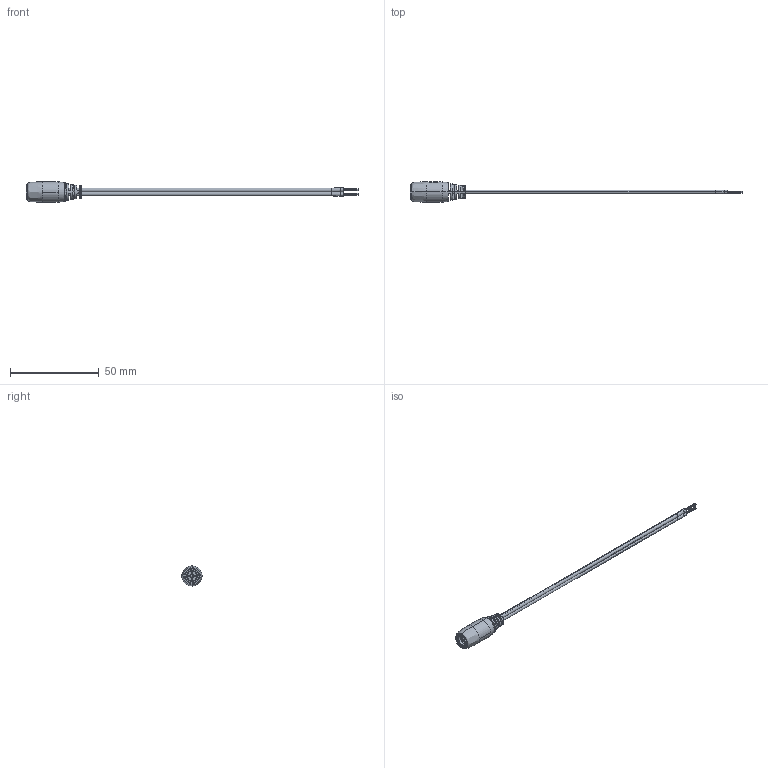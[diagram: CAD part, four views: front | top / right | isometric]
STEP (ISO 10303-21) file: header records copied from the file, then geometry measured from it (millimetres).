
FILE_DESCRIPTION (( 'STEP AP203' ), '1' );
FILE_NAME ('10-02325_revA.STEP', '2016-10-27T16:56:47', ( '' ), ( '' ), 'SwSTEP 2.0', 'SolidWorks 2015', '' );
FILE_SCHEMA (( 'CONFIG_CONTROL_DESIGN' ));
Length unit declared in the file: millimetre
Products named in the file (8): 50-00541 shell; 50-00541 center pin; 24-00004; 50-00541 spring contact; 10-02325_revA; 30-00795_s+t; 50-00541; 50-00541 insulator
Assembly tree (7 placements, depth 3):
  10-02325_revA
    30-00795_s+t
    24-00004
    50-00541
      50-00541 center pin
      50-00541 spring contact
      50-00541 shell
      50-00541 insulator
Bounding box: 186.56 x 11.4 x 11.4 mm (x, y, z)
Volume: 3525.5 mm3; surface area: 18352.8 mm2
Topology: 179 solids, 179 shells, 1210 faces, 2442 edges, 1582 vertices
Faces by surface type: cylinder 579, plane 454, bspline 121, torus 39, cone 17
Entity records: 36795 total; most frequent: CARTESIAN_POINT 10305, DIRECTION 5653, ORIENTED_EDGE 4872, AXIS2_PLACEMENT_3D 2468, EDGE_CURVE 2436, VERTEX_POINT 1582, EDGE_LOOP 1402, CIRCLE 1368
